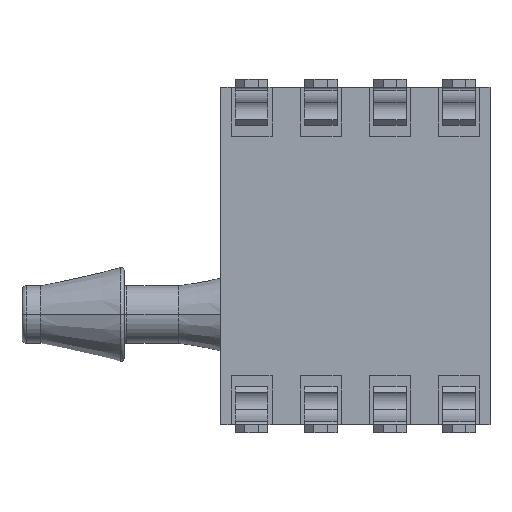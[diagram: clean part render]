
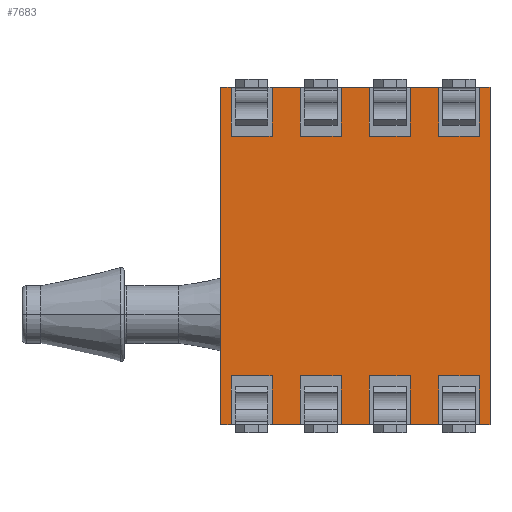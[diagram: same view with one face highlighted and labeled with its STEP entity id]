
A CAD part, front view. The second image highlights one B-rep face of the part: STEP entity #7683.
In plain terms, the highlighted planar face has unit normal (0, -1, 0).
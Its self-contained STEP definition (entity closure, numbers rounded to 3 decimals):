
#40=DIRECTION('',(0.,0.,-1.));
#41=VECTOR('',#40,1.8);
#42=CARTESIAN_POINT('',(3.06,4.9,6.2));
#43=LINE('',#42,#41);
#48=DIRECTION('',(1.,0.,0.));
#49=VECTOR('',#48,1.5);
#50=CARTESIAN_POINT('',(3.06,4.9,4.4));
#51=LINE('',#50,#49);
#55=DIRECTION('',(0.,0.,-1.));
#56=VECTOR('',#55,1.8);
#57=CARTESIAN_POINT('',(4.56,4.9,6.2));
#58=LINE('',#57,#56);
#62=DIRECTION('',(1.,0.,0.));
#63=VECTOR('',#62,0.39);
#64=CARTESIAN_POINT('',(4.56,4.9,6.2));
#65=LINE('',#64,#63);
#69=DIRECTION('',(0.,0.,-1.));
#70=VECTOR('',#69,12.4);
#71=CARTESIAN_POINT('',(4.95,4.9,6.2));
#72=LINE('',#71,#70);
#76=DIRECTION('',(-1.,0.,0.));
#77=VECTOR('',#76,0.39);
#78=CARTESIAN_POINT('',(4.95,4.9,-6.2));
#79=LINE('',#78,#77);
#83=DIRECTION('',(0.,0.,-1.));
#84=VECTOR('',#83,1.8);
#85=CARTESIAN_POINT('',(4.56,4.9,-4.4));
#86=LINE('',#85,#84);
#90=DIRECTION('',(1.,0.,0.));
#91=VECTOR('',#90,1.5);
#92=CARTESIAN_POINT('',(3.06,4.9,-4.4));
#93=LINE('',#92,#91);
#97=DIRECTION('',(0.,0.,-1.));
#98=VECTOR('',#97,1.8);
#99=CARTESIAN_POINT('',(3.06,4.9,-4.4));
#100=LINE('',#99,#98);
#104=DIRECTION('',(-1.,0.,0.));
#105=VECTOR('',#104,1.04);
#106=CARTESIAN_POINT('',(3.06,4.9,-6.2));
#107=LINE('',#106,#105);
#111=DIRECTION('',(0.,0.,-1.));
#112=VECTOR('',#111,1.8);
#113=CARTESIAN_POINT('',(2.02,4.9,-4.4));
#114=LINE('',#113,#112);
#118=DIRECTION('',(1.,0.,0.));
#119=VECTOR('',#118,1.5);
#120=CARTESIAN_POINT('',(0.52,4.9,-4.4));
#121=LINE('',#120,#119);
#125=DIRECTION('',(0.,0.,-1.));
#126=VECTOR('',#125,1.8);
#127=CARTESIAN_POINT('',(0.52,4.9,-4.4));
#128=LINE('',#127,#126);
#132=DIRECTION('',(-1.,0.,0.));
#133=VECTOR('',#132,1.04);
#134=CARTESIAN_POINT('',(0.52,4.9,-6.2));
#135=LINE('',#134,#133);
#139=DIRECTION('',(0.,0.,-1.));
#140=VECTOR('',#139,1.8);
#141=CARTESIAN_POINT('',(-0.52,4.9,-4.4));
#142=LINE('',#141,#140);
#146=DIRECTION('',(1.,0.,0.));
#147=VECTOR('',#146,1.5);
#148=CARTESIAN_POINT('',(-2.02,4.9,-4.4));
#149=LINE('',#148,#147);
#153=DIRECTION('',(0.,0.,-1.));
#154=VECTOR('',#153,1.8);
#155=CARTESIAN_POINT('',(-2.02,4.9,-4.4));
#156=LINE('',#155,#154);
#160=DIRECTION('',(-1.,0.,0.));
#161=VECTOR('',#160,1.04);
#162=CARTESIAN_POINT('',(-2.02,4.9,-6.2));
#163=LINE('',#162,#161);
#167=DIRECTION('',(0.,0.,-1.));
#168=VECTOR('',#167,1.8);
#169=CARTESIAN_POINT('',(-3.06,4.9,-4.4));
#170=LINE('',#169,#168);
#174=DIRECTION('',(1.,0.,0.));
#175=VECTOR('',#174,1.5);
#176=CARTESIAN_POINT('',(-4.56,4.9,-4.4));
#177=LINE('',#176,#175);
#181=DIRECTION('',(0.,0.,-1.));
#182=VECTOR('',#181,1.8);
#183=CARTESIAN_POINT('',(-4.56,4.9,-4.4));
#184=LINE('',#183,#182);
#188=DIRECTION('',(-1.,0.,0.));
#189=VECTOR('',#188,0.39);
#190=CARTESIAN_POINT('',(-4.56,4.9,-6.2));
#191=LINE('',#190,#189);
#195=DIRECTION('',(0.,0.,1.));
#196=VECTOR('',#195,12.4);
#197=CARTESIAN_POINT('',(-4.95,4.9,-6.2));
#198=LINE('',#197,#196);
#202=DIRECTION('',(1.,0.,0.));
#203=VECTOR('',#202,0.39);
#204=CARTESIAN_POINT('',(-4.95,4.9,6.2));
#205=LINE('',#204,#203);
#209=DIRECTION('',(0.,0.,-1.));
#210=VECTOR('',#209,1.8);
#211=CARTESIAN_POINT('',(-4.56,4.9,6.2));
#212=LINE('',#211,#210);
#216=DIRECTION('',(1.,0.,0.));
#217=VECTOR('',#216,1.5);
#218=CARTESIAN_POINT('',(-4.56,4.9,4.4));
#219=LINE('',#218,#217);
#223=DIRECTION('',(0.,0.,-1.));
#224=VECTOR('',#223,1.8);
#225=CARTESIAN_POINT('',(-3.06,4.9,6.2));
#226=LINE('',#225,#224);
#230=DIRECTION('',(1.,0.,0.));
#231=VECTOR('',#230,1.04);
#232=CARTESIAN_POINT('',(-3.06,4.9,6.2));
#233=LINE('',#232,#231);
#237=DIRECTION('',(0.,0.,-1.));
#238=VECTOR('',#237,1.8);
#239=CARTESIAN_POINT('',(-2.02,4.9,6.2));
#240=LINE('',#239,#238);
#244=DIRECTION('',(1.,0.,0.));
#245=VECTOR('',#244,1.5);
#246=CARTESIAN_POINT('',(-2.02,4.9,4.4));
#247=LINE('',#246,#245);
#251=DIRECTION('',(0.,0.,-1.));
#252=VECTOR('',#251,1.8);
#253=CARTESIAN_POINT('',(-0.52,4.9,6.2));
#254=LINE('',#253,#252);
#258=DIRECTION('',(1.,0.,0.));
#259=VECTOR('',#258,1.04);
#260=CARTESIAN_POINT('',(-0.52,4.9,6.2));
#261=LINE('',#260,#259);
#265=DIRECTION('',(0.,0.,-1.));
#266=VECTOR('',#265,1.8);
#267=CARTESIAN_POINT('',(0.52,4.9,6.2));
#268=LINE('',#267,#266);
#272=DIRECTION('',(1.,0.,0.));
#273=VECTOR('',#272,1.5);
#274=CARTESIAN_POINT('',(0.52,4.9,4.4));
#275=LINE('',#274,#273);
#279=DIRECTION('',(0.,0.,-1.));
#280=VECTOR('',#279,1.8);
#281=CARTESIAN_POINT('',(2.02,4.9,6.2));
#282=LINE('',#281,#280);
#286=DIRECTION('',(1.,0.,0.));
#287=VECTOR('',#286,1.04);
#288=CARTESIAN_POINT('',(2.02,4.9,6.2));
#289=LINE('',#288,#287);
#6481=CARTESIAN_POINT('',(-4.95,4.9,-6.2));
#6482=CARTESIAN_POINT('',(-4.95,4.9,6.2));
#6483=VERTEX_POINT('',#6481);
#6484=VERTEX_POINT('',#6482);
#6485=CARTESIAN_POINT('',(4.95,4.9,6.2));
#6486=CARTESIAN_POINT('',(4.95,4.9,-6.2));
#6487=VERTEX_POINT('',#6485);
#6488=VERTEX_POINT('',#6486);
#6585=CARTESIAN_POINT('',(-4.56,4.9,6.2));
#6586=CARTESIAN_POINT('',(-4.56,4.9,4.4));
#6587=VERTEX_POINT('',#6585);
#6588=VERTEX_POINT('',#6586);
#6589=CARTESIAN_POINT('',(-4.56,4.9,-4.4));
#6590=CARTESIAN_POINT('',(-4.56,4.9,-6.2));
#6591=VERTEX_POINT('',#6589);
#6592=VERTEX_POINT('',#6590);
#6593=CARTESIAN_POINT('',(-3.06,4.9,6.2));
#6594=CARTESIAN_POINT('',(-3.06,4.9,4.4));
#6595=VERTEX_POINT('',#6593);
#6596=VERTEX_POINT('',#6594);
#6597=CARTESIAN_POINT('',(-3.06,4.9,-4.4));
#6598=CARTESIAN_POINT('',(-3.06,4.9,-6.2));
#6599=VERTEX_POINT('',#6597);
#6600=VERTEX_POINT('',#6598);
#6805=CARTESIAN_POINT('',(-2.02,4.9,6.2));
#6806=CARTESIAN_POINT('',(-2.02,4.9,4.4));
#6807=VERTEX_POINT('',#6805);
#6808=VERTEX_POINT('',#6806);
#6809=CARTESIAN_POINT('',(-2.02,4.9,-4.4));
#6810=CARTESIAN_POINT('',(-2.02,4.9,-6.2));
#6811=VERTEX_POINT('',#6809);
#6812=VERTEX_POINT('',#6810);
#6813=CARTESIAN_POINT('',(-0.52,4.9,6.2));
#6814=CARTESIAN_POINT('',(-0.52,4.9,4.4));
#6815=VERTEX_POINT('',#6813);
#6816=VERTEX_POINT('',#6814);
#6817=CARTESIAN_POINT('',(-0.52,4.9,-4.4));
#6818=CARTESIAN_POINT('',(-0.52,4.9,-6.2));
#6819=VERTEX_POINT('',#6817);
#6820=VERTEX_POINT('',#6818);
#6869=CARTESIAN_POINT('',(0.52,4.9,6.2));
#6870=CARTESIAN_POINT('',(0.52,4.9,4.4));
#6871=VERTEX_POINT('',#6869);
#6872=VERTEX_POINT('',#6870);
#6873=CARTESIAN_POINT('',(0.52,4.9,-4.4));
#6874=CARTESIAN_POINT('',(0.52,4.9,-6.2));
#6875=VERTEX_POINT('',#6873);
#6876=VERTEX_POINT('',#6874);
#6877=CARTESIAN_POINT('',(2.02,4.9,6.2));
#6878=CARTESIAN_POINT('',(2.02,4.9,4.4));
#6879=VERTEX_POINT('',#6877);
#6880=VERTEX_POINT('',#6878);
#6881=CARTESIAN_POINT('',(2.02,4.9,-4.4));
#6882=CARTESIAN_POINT('',(2.02,4.9,-6.2));
#6883=VERTEX_POINT('',#6881);
#6884=VERTEX_POINT('',#6882);
#6933=CARTESIAN_POINT('',(3.06,4.9,6.2));
#6934=CARTESIAN_POINT('',(3.06,4.9,4.4));
#6935=VERTEX_POINT('',#6933);
#6936=VERTEX_POINT('',#6934);
#6937=CARTESIAN_POINT('',(3.06,4.9,-4.4));
#6938=CARTESIAN_POINT('',(3.06,4.9,-6.2));
#6939=VERTEX_POINT('',#6937);
#6940=VERTEX_POINT('',#6938);
#6941=CARTESIAN_POINT('',(4.56,4.9,6.2));
#6942=CARTESIAN_POINT('',(4.56,4.9,4.4));
#6943=VERTEX_POINT('',#6941);
#6944=VERTEX_POINT('',#6942);
#6945=CARTESIAN_POINT('',(4.56,4.9,-4.4));
#6946=CARTESIAN_POINT('',(4.56,4.9,-6.2));
#6947=VERTEX_POINT('',#6945);
#6948=VERTEX_POINT('',#6946);
#7604=CARTESIAN_POINT('',(0.,4.9,0.));
#7605=DIRECTION('',(0.,1.,0.));
#7606=DIRECTION('',(1.,0.,0.));
#7607=AXIS2_PLACEMENT_3D('',#7604,#7605,#7606);
#7608=PLANE('',#7607);
#7610=ORIENTED_EDGE('',*,*,#7609,.T.);
#7612=ORIENTED_EDGE('',*,*,#7611,.T.);
#7614=ORIENTED_EDGE('',*,*,#7613,.F.);
#7616=ORIENTED_EDGE('',*,*,#7615,.T.);
#7618=ORIENTED_EDGE('',*,*,#7617,.T.);
#7620=ORIENTED_EDGE('',*,*,#7619,.T.);
#7622=ORIENTED_EDGE('',*,*,#7621,.F.);
#7624=ORIENTED_EDGE('',*,*,#7623,.F.);
#7626=ORIENTED_EDGE('',*,*,#7625,.T.);
#7628=ORIENTED_EDGE('',*,*,#7627,.T.);
#7630=ORIENTED_EDGE('',*,*,#7629,.F.);
#7632=ORIENTED_EDGE('',*,*,#7631,.F.);
#7634=ORIENTED_EDGE('',*,*,#7633,.T.);
#7636=ORIENTED_EDGE('',*,*,#7635,.T.);
#7638=ORIENTED_EDGE('',*,*,#7637,.F.);
#7640=ORIENTED_EDGE('',*,*,#7639,.F.);
#7642=ORIENTED_EDGE('',*,*,#7641,.T.);
#7644=ORIENTED_EDGE('',*,*,#7643,.T.);
#7646=ORIENTED_EDGE('',*,*,#7645,.F.);
#7648=ORIENTED_EDGE('',*,*,#7647,.F.);
#7650=ORIENTED_EDGE('',*,*,#7649,.T.);
#7652=ORIENTED_EDGE('',*,*,#7651,.T.);
#7654=ORIENTED_EDGE('',*,*,#7653,.T.);
#7656=ORIENTED_EDGE('',*,*,#7655,.T.);
#7658=ORIENTED_EDGE('',*,*,#7657,.T.);
#7660=ORIENTED_EDGE('',*,*,#7659,.T.);
#7662=ORIENTED_EDGE('',*,*,#7661,.F.);
#7664=ORIENTED_EDGE('',*,*,#7663,.T.);
#7666=ORIENTED_EDGE('',*,*,#7665,.T.);
#7668=ORIENTED_EDGE('',*,*,#7667,.T.);
#7670=ORIENTED_EDGE('',*,*,#7669,.F.);
#7672=ORIENTED_EDGE('',*,*,#7671,.T.);
#7674=ORIENTED_EDGE('',*,*,#7673,.T.);
#7676=ORIENTED_EDGE('',*,*,#7675,.T.);
#7678=ORIENTED_EDGE('',*,*,#7677,.F.);
#7680=ORIENTED_EDGE('',*,*,#7679,.T.);
#7681=EDGE_LOOP('',(#7610,#7612,#7614,#7616,#7618,#7620,#7622,#7624,#7626,#7628,
#7630,#7632,#7634,#7636,#7638,#7640,#7642,#7644,#7646,#7648,#7650,#7652,#7654,
#7656,#7658,#7660,#7662,#7664,#7666,#7668,#7670,#7672,#7674,#7676,#7678,#7680));
#7682=FACE_OUTER_BOUND('',#7681,.F.);
#7683=ADVANCED_FACE('',(#7682),#7608,.F.);
#7609=EDGE_CURVE('',#6935,#6936,#43,.T.);
#7611=EDGE_CURVE('',#6936,#6944,#51,.T.);
#7613=EDGE_CURVE('',#6943,#6944,#58,.T.);
#7615=EDGE_CURVE('',#6943,#6487,#65,.T.);
#7617=EDGE_CURVE('',#6487,#6488,#72,.T.);
#7619=EDGE_CURVE('',#6488,#6948,#79,.T.);
#7621=EDGE_CURVE('',#6947,#6948,#86,.T.);
#7623=EDGE_CURVE('',#6939,#6947,#93,.T.);
#7625=EDGE_CURVE('',#6939,#6940,#100,.T.);
#7627=EDGE_CURVE('',#6940,#6884,#107,.T.);
#7629=EDGE_CURVE('',#6883,#6884,#114,.T.);
#7631=EDGE_CURVE('',#6875,#6883,#121,.T.);
#7633=EDGE_CURVE('',#6875,#6876,#128,.T.);
#7635=EDGE_CURVE('',#6876,#6820,#135,.T.);
#7637=EDGE_CURVE('',#6819,#6820,#142,.T.);
#7639=EDGE_CURVE('',#6811,#6819,#149,.T.);
#7641=EDGE_CURVE('',#6811,#6812,#156,.T.);
#7643=EDGE_CURVE('',#6812,#6600,#163,.T.);
#7645=EDGE_CURVE('',#6599,#6600,#170,.T.);
#7647=EDGE_CURVE('',#6591,#6599,#177,.T.);
#7649=EDGE_CURVE('',#6591,#6592,#184,.T.);
#7651=EDGE_CURVE('',#6592,#6483,#191,.T.);
#7653=EDGE_CURVE('',#6483,#6484,#198,.T.);
#7655=EDGE_CURVE('',#6484,#6587,#205,.T.);
#7657=EDGE_CURVE('',#6587,#6588,#212,.T.);
#7659=EDGE_CURVE('',#6588,#6596,#219,.T.);
#7661=EDGE_CURVE('',#6595,#6596,#226,.T.);
#7663=EDGE_CURVE('',#6595,#6807,#233,.T.);
#7665=EDGE_CURVE('',#6807,#6808,#240,.T.);
#7667=EDGE_CURVE('',#6808,#6816,#247,.T.);
#7669=EDGE_CURVE('',#6815,#6816,#254,.T.);
#7671=EDGE_CURVE('',#6815,#6871,#261,.T.);
#7673=EDGE_CURVE('',#6871,#6872,#268,.T.);
#7675=EDGE_CURVE('',#6872,#6880,#275,.T.);
#7677=EDGE_CURVE('',#6879,#6880,#282,.T.);
#7679=EDGE_CURVE('',#6879,#6935,#289,.T.);
